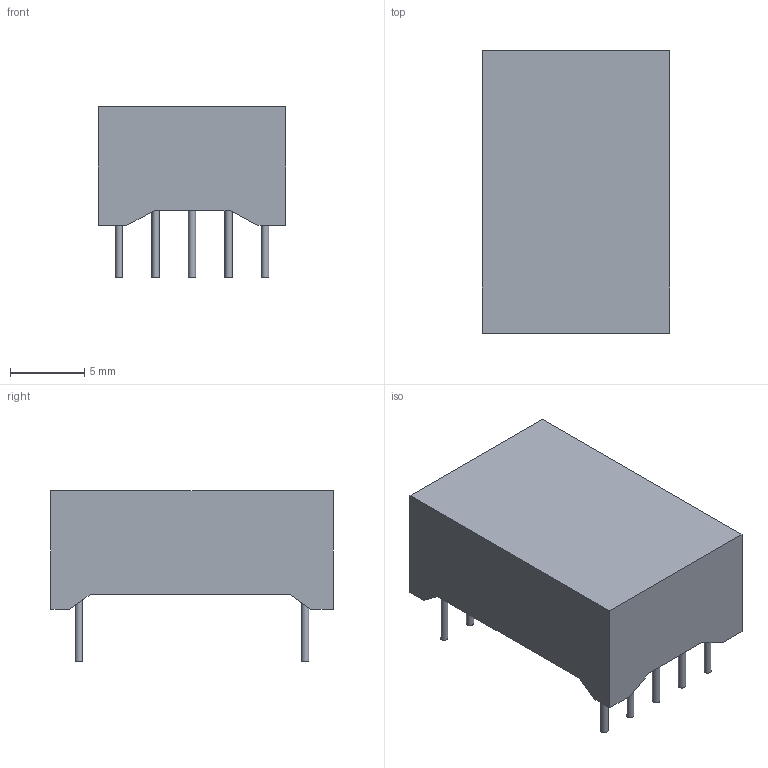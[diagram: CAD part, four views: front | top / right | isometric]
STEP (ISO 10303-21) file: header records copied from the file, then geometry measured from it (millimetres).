
FILE_DESCRIPTION(('FreeCAD Model'),'2;1');
FILE_NAME('LED_OPD_3D.step', '2019-11-08T15:40:17',('Author'),(''), 'Open CASCADE STEP processor 7.3','FreeCAD','Unknown');
FILE_SCHEMA(('AUTOMOTIVE_DESIGN { 1 0 10303 214 1 1 1 1 }'));
Length unit declared in the file: millimetre
Products named in the file (21): Extrude003; Extrude012; Extrude017; Extrude015; Extrude019; Extrude020; Extrude009; Extrude005; Extrude008; Extrude004; Extrude018; Extrude013; Extrude014; Extrude021; Extrude011; Extrude010; Extrude007; Extrude016; Extrude022; Extrude006; Cut002
Bounding box: 12.6 x 19 x 11.5 mm (x, y, z)
Volume: 1719.6 mm3; surface area: 1111.4 mm2
Topology: 21 solids, 21 shells, 88 faces, 126 edges, 80 vertices
Faces by surface type: plane 68, cylinder 20
Full cylindrical faces by diameter (mm): 0.5 x20
Entity records: 4063 total; most frequent: DIRECTION 576, CARTESIAN_POINT 567, LINE 278, VECTOR 278, ORIENTED_EDGE 252, PCURVE 252, DEFINITIONAL_REPRESENTATION 252, AXIS2_PLACEMENT_3D 129
